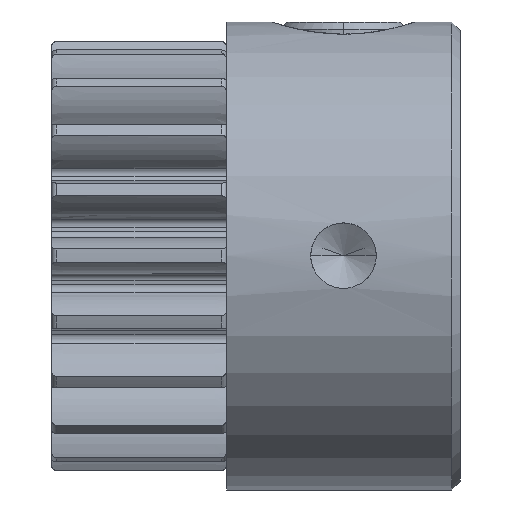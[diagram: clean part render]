
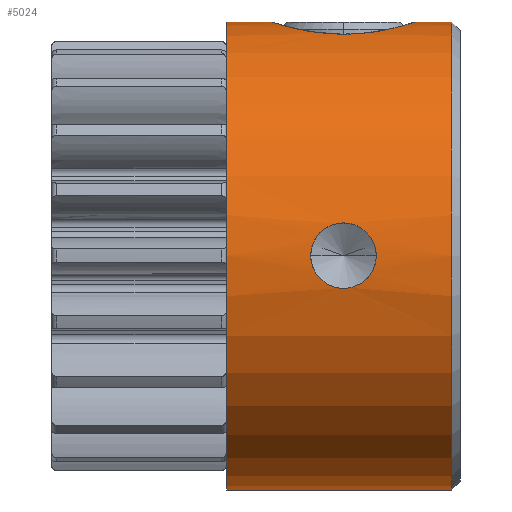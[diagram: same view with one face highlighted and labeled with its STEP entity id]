
A CAD part, top view. The second image highlights one B-rep face of the part: STEP entity #5024.
In plain terms, the highlighted cylindrical face has radius 6.35 mm (diameter 12.7 mm), a partial arc.
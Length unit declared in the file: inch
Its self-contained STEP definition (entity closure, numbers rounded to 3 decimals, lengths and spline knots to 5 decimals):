
#23=CARTESIAN_POINT('',(0.0935,0.,0.));
#24=DIRECTION('',(1.,0.,0.));
#25=DIRECTION('',(0.,1.,0.));
#26=AXIS2_PLACEMENT_3D('',#23,#24,#25);
#1068=DIRECTION('',(-1.,0.,0.));
#1069=VECTOR('',#1068,0.048);
#1070=CARTESIAN_POINT('',(0.1415,0.25,
0.));
#1071=LINE('',#1070,#1069);
#1072=DIRECTION('',(-1.,0.,0.));
#1073=VECTOR('',#1072,0.24063);
#1074=CARTESIAN_POINT('',(0.33413,-0.25,0.));
#1075=LINE('',#1074,#1073);
#1081=DIRECTION('',(-1.,0.,0.));
#1082=VECTOR('',#1081,0.03863);
#1083=CARTESIAN_POINT('',(0.33413,0.25,0.));
#1084=LINE('',#1083,#1082);
#1085=CARTESIAN_POINT('',(0.1415,0.25,
0.));
#1109=CARTESIAN_POINT('',(0.2955,0.25,
0.));
#1142=CARTESIAN_POINT('',(0.2955,0.25,
0.));
#1143=CARTESIAN_POINT('',(0.2955,0.25,
0.00478));
#1144=CARTESIAN_POINT('',(0.29468,0.24973,
0.0142));
#1145=CARTESIAN_POINT('',(0.29098,0.24854,
0.02811));
#1146=CARTESIAN_POINT('',(0.2849,0.2467,
0.04113));
#1147=CARTESIAN_POINT('',(0.27662,0.24444,
0.05285));
#1148=CARTESIAN_POINT('',(0.26637,0.24202,
0.06287));
#1149=CARTESIAN_POINT('',(0.25463,0.23982,
0.07072));
#1150=CARTESIAN_POINT('',(0.24211,0.23814,
0.07613));
#1151=CARTESIAN_POINT('',(0.22918,0.23714,
0.07916));
#1152=CARTESIAN_POINT('',(0.21613,0.23689,
0.07989));
#1153=CARTESIAN_POINT('',(0.20312,0.23741,
0.07833));
#1154=CARTESIAN_POINT('',(0.19029,0.23867,
0.07447));
#1155=CARTESIAN_POINT('',(0.17793,0.24059,
0.06807));
#1156=CARTESIAN_POINT('',(0.168,0.24263,
0.06045));
#1157=CARTESIAN_POINT('',(0.16023,0.2445,
0.05236));
#1158=CARTESIAN_POINT('',(0.15435,0.24608,
0.04433));
#1159=CARTESIAN_POINT('',(0.14999,0.24734,
0.03663));
#1160=CARTESIAN_POINT('',(0.14684,0.2483,
0.02942));
#1161=CARTESIAN_POINT('',(0.14461,0.24899,
0.02272));
#1162=CARTESIAN_POINT('',(0.1431,0.24948,
0.01653));
#1163=CARTESIAN_POINT('',(0.14214,0.24979,
0.01075));
#1164=CARTESIAN_POINT('',(0.14161,0.24996,
0.0053));
#1165=CARTESIAN_POINT('',(0.1415,0.25,
0.00175));
#1166=CARTESIAN_POINT('',(0.1415,0.25,
0.));
#1199=CARTESIAN_POINT('',(0.33413,0.,0.));
#1200=DIRECTION('',(1.,0.,0.));
#1201=DIRECTION('',(0.,1.,0.));
#1202=AXIS2_PLACEMENT_3D('',#1199,#1200,#1201);
#1204=CARTESIAN_POINT('',(0.2535,0.,0.25));
#1205=CARTESIAN_POINT('',(0.2535,-0.00231,0.25));
#1206=CARTESIAN_POINT('',(0.25305,-0.00684,
0.24994));
#1207=CARTESIAN_POINT('',(0.25105,-0.01348,
0.24966));
#1208=CARTESIAN_POINT('',(0.2478,-0.01956,
0.24926));
#1209=CARTESIAN_POINT('',(0.24342,-0.02489,
0.24877));
#1210=CARTESIAN_POINT('',(0.23809,-0.02927,
0.24829));
#1211=CARTESIAN_POINT('',(0.23201,-0.03253,
0.24788));
#1212=CARTESIAN_POINT('',(0.22539,-0.03455,
0.2476));
#1213=CARTESIAN_POINT('',(0.2185,-0.03523,
0.24751));
#1214=CARTESIAN_POINT('',(0.21162,-0.03455,
0.2476));
#1215=CARTESIAN_POINT('',(0.205,-0.03254,
0.24788));
#1216=CARTESIAN_POINT('',(0.19892,-0.02928,
0.24829));
#1217=CARTESIAN_POINT('',(0.19358,-0.0249,
0.24877));
#1218=CARTESIAN_POINT('',(0.18921,-0.01956,
0.24926));
#1219=CARTESIAN_POINT('',(0.18596,-0.01348,
0.24966));
#1220=CARTESIAN_POINT('',(0.18395,-0.00685,
0.24994));
#1221=CARTESIAN_POINT('',(0.1835,-0.00231,0.25));
#1222=CARTESIAN_POINT('',(0.1835,0.,0.25));
#1224=CARTESIAN_POINT('',(0.1835,0.,0.25));
#1225=CARTESIAN_POINT('',(0.1835,0.00231,0.25));
#1226=CARTESIAN_POINT('',(0.18395,0.00684,
0.24994));
#1227=CARTESIAN_POINT('',(0.18595,0.01348,
0.24966));
#1228=CARTESIAN_POINT('',(0.1892,0.01956,
0.24926));
#1229=CARTESIAN_POINT('',(0.19358,0.02489,
0.24877));
#1230=CARTESIAN_POINT('',(0.19891,0.02927,
0.24829));
#1231=CARTESIAN_POINT('',(0.20499,0.03253,
0.24788));
#1232=CARTESIAN_POINT('',(0.21161,0.03455,
0.2476));
#1233=CARTESIAN_POINT('',(0.2185,0.03523,
0.24751));
#1234=CARTESIAN_POINT('',(0.22538,0.03455,
0.2476));
#1235=CARTESIAN_POINT('',(0.232,0.03254,
0.24788));
#1236=CARTESIAN_POINT('',(0.23808,0.02928,
0.24829));
#1237=CARTESIAN_POINT('',(0.24342,0.0249,
0.24877));
#1238=CARTESIAN_POINT('',(0.24779,0.01956,
0.24926));
#1239=CARTESIAN_POINT('',(0.25104,0.01348,
0.24966));
#1240=CARTESIAN_POINT('',(0.25305,0.00685,
0.24994));
#1241=CARTESIAN_POINT('',(0.2535,0.00231,0.25));
#1242=CARTESIAN_POINT('',(0.2535,0.,0.25));
#4266=CARTESIAN_POINT('',(0.33413,0.25,0.));
#4268=VERTEX_POINT('',#4266);
#4270=CARTESIAN_POINT('',(0.33413,-0.25,0.));
#4272=VERTEX_POINT('',#4270);
#4273=CARTESIAN_POINT('',(0.0935,-0.25,0.));
#4274=VERTEX_POINT('',#4273);
#4275=CARTESIAN_POINT('',(0.0935,0.25,0.));
#4276=VERTEX_POINT('',#4275);
#4316=VERTEX_POINT('',#1085);
#4317=VERTEX_POINT('',#1109);
#4326=VERTEX_POINT('',#1204);
#4327=VERTEX_POINT('',#1222);
#5004=CARTESIAN_POINT('',(-0.01718,0.,0.));
#5005=DIRECTION('',(1.,0.,0.));
#5006=DIRECTION('',(0.,-1.,0.));
#5007=AXIS2_PLACEMENT_3D('',#5004,#5005,#5006);
#5008=CYLINDRICAL_SURFACE('',#5007,0.25);
#5009=ORIENTED_EDGE('',*,*,#4995,.F.);
#5010=ORIENTED_EDGE('',*,*,#4762,.F.);
#5012=ORIENTED_EDGE('',*,*,#5011,.T.);
#5013=ORIENTED_EDGE('',*,*,#4758,.T.);
#5014=ORIENTED_EDGE('',*,*,#4502,.F.);
#5015=ORIENTED_EDGE('',*,*,#4755,.F.);
#5016=EDGE_LOOP('',(#5009,#5010,#5012,#5013,#5014,#5015));
#5017=FACE_OUTER_BOUND('',#5016,.F.);
#5019=ORIENTED_EDGE('',*,*,#5018,.F.);
#5021=ORIENTED_EDGE('',*,*,#5020,.F.);
#5022=EDGE_LOOP('',(#5019,#5021));
#5023=FACE_BOUND('',#5022,.F.);
#27=CIRCLE('',#26,0.25);
#1167=B_SPLINE_CURVE_WITH_KNOTS('',3,(#1142,#1143,#1144,#1145,#1146,#1147,#1148,
#1149,#1150,#1151,#1152,#1153,#1154,#1155,#1156,#1157,#1158,#1159,#1160,#1161,
#1162,#1163,#1164,#1165,#1166),.UNSPECIFIED.,.F.,.F.,(4,1,1,1,1,1,1,1,1,1,1,1,1,
1,1,1,1,1,1,1,1,1,4),(0.,0.04545,0.09091,
0.13636,0.18182,0.22727,0.27273,
0.31818,0.36364,0.40909,0.45455,0.5,
0.54545,0.59091,0.63636,0.68182,
0.72727,0.77273,0.81818,0.86364,
0.90909,0.95455,1.),.UNSPECIFIED.);
#1203=CIRCLE('',#1202,0.25);
#1223=B_SPLINE_CURVE_WITH_KNOTS('',3,(#1204,#1205,#1206,#1207,#1208,#1209,#1210,
#1211,#1212,#1213,#1214,#1215,#1216,#1217,#1218,#1219,#1220,#1221,#1222),
.UNSPECIFIED.,.F.,.F.,(4,1,1,1,1,1,1,1,1,1,1,1,1,1,1,1,4),(0.,0.0625,0.125,
0.1875,0.25,0.3125,0.375,0.4375,0.5,0.5625,0.625,0.6875,
0.75,0.8125,0.875,0.9375,1.),.UNSPECIFIED.);
#1243=B_SPLINE_CURVE_WITH_KNOTS('',3,(#1224,#1225,#1226,#1227,#1228,#1229,#1230,
#1231,#1232,#1233,#1234,#1235,#1236,#1237,#1238,#1239,#1240,#1241,#1242),
.UNSPECIFIED.,.F.,.F.,(4,1,1,1,1,1,1,1,1,1,1,1,1,1,1,1,4),(0.,0.0625,0.125,
0.1875,0.25,0.3125,0.375,0.4375,0.5,0.5625,0.625,0.6875,
0.75,0.8125,0.875,0.9375,1.),.UNSPECIFIED.);
#4502=EDGE_CURVE('',#4276,#4274,#27,.T.);
#4755=EDGE_CURVE('',#4316,#4276,#1071,.T.);
#4758=EDGE_CURVE('',#4272,#4274,#1075,.T.);
#4762=EDGE_CURVE('',#4268,#4317,#1084,.T.);
#4995=EDGE_CURVE('',#4317,#4316,#1167,.T.);
#5011=EDGE_CURVE('',#4268,#4272,#1203,.T.);
#5018=EDGE_CURVE('',#4326,#4327,#1223,.T.);
#5020=EDGE_CURVE('',#4327,#4326,#1243,.T.);
#5024=ADVANCED_FACE('',(#5017,#5023),#5008,.T.);
